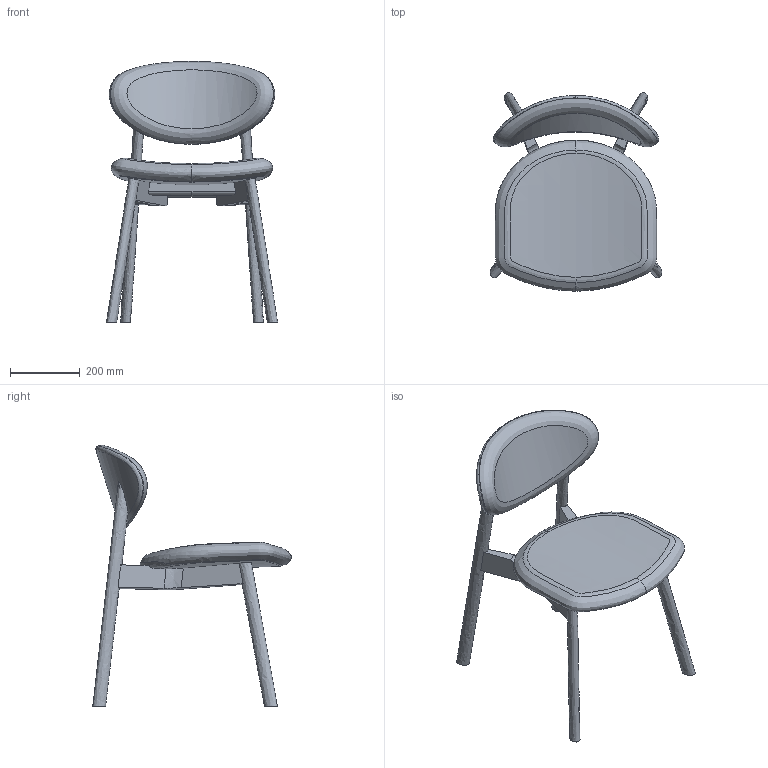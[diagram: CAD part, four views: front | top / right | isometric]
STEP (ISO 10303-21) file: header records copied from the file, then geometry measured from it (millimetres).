
FILE_DESCRIPTION(/* description */ (''),/* implementation_level */ '2;1');
FILE_NAME(/* name */ 'Ovoid_CB-61_3D',/* time_stamp */ '2023-10-06T12:28:43+02:00',/* author */ (''),/* organization */ (''),/* preprocessor_version */ 'ST-DEVELOPER v16.5',/* originating_system */ 'Rhino 7.31',/* authorisation */ '');
FILE_SCHEMA (('AUTOMOTIVE_DESIGN'));
Length unit declared in the file: centimetre
Products named in the file (2): Document; Ovoid_CB-61
Assembly tree (1 placements, depth 2):
  Document
    Ovoid_CB-61
Bounding box: 492.01 x 569.92 x 749.65 mm (x, y, z)
Volume: 16250910.3 mm3; surface area: 1040470.6 mm2
Topology: 10 solids, 10 shells, 78 faces, 162 edges, 106 vertices
Faces by surface type: plane 32, bspline 29, cylinder 17
Entity records: 19836 total; most frequent: CARTESIAN_POINT 18567, ORIENTED_EDGE 324, EDGE_CURVE 162, B_SPLINE_CURVE_WITH_KNOTS 124, VERTEX_POINT 106, EDGE_LOOP 80, ADVANCED_FACE 78, FACE_OUTER_BOUND 78
